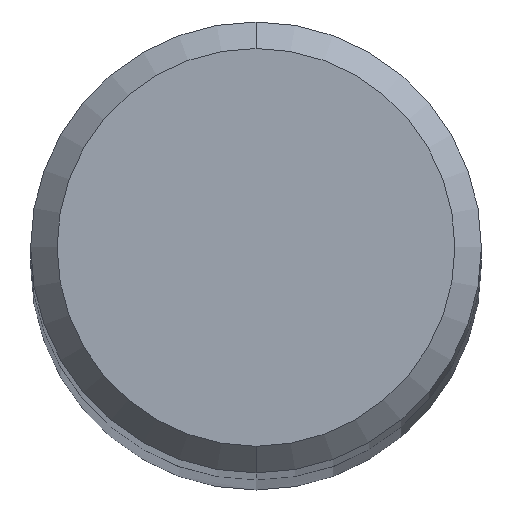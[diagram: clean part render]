
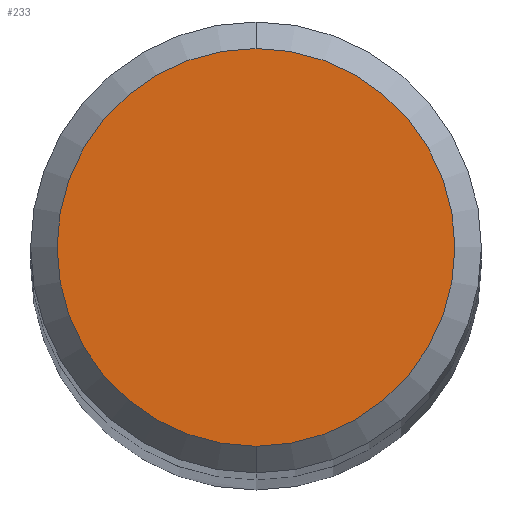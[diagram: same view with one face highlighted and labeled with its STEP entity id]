
A CAD part, top view. The second image highlights one B-rep face of the part: STEP entity #233.
In plain terms, the highlighted planar face has unit normal (0, 0, 1).
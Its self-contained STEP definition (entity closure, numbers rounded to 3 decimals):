
#157=VERTEX_POINT('',#418);
#203=VERTEX_POINT('',#466);
#233=ADVANCED_FACE('',(#498),#499,.T.);
#275=EDGE_CURVE('',#203,#157,#545,.T.);
#373=EDGE_CURVE('',#157,#203,#654,.T.);
#418=CARTESIAN_POINT('',(0.,-3.0,58.0));
#466=CARTESIAN_POINT('',(0.0,3.0,58.0));
#498=FACE_OUTER_BOUND('',#957,.T.);
#499=PLANE('',#958);
#545=CIRCLE('',#1029,3.0);
#654=CIRCLE('',#1243,3.0);
#957=EDGE_LOOP('',(#1352,#1353));
#958=AXIS2_PLACEMENT_3D('',#1354,#1355,#1356);
#1029=AXIS2_PLACEMENT_3D('',#1407,#1408,#1409);
#1243=AXIS2_PLACEMENT_3D('',#1544,#1545,#1546);
#1352=ORIENTED_EDGE('',*,*,#275,.F.);
#1353=ORIENTED_EDGE('',*,*,#373,.F.);
#1354=CARTESIAN_POINT('',(0.0,1.5,58.0));
#1355=DIRECTION('',(-0.0,0.0,1.0));
#1356=DIRECTION('',(0.0,-1.0,0.0));
#1407=CARTESIAN_POINT('',(0.0,0.0,58.0));
#1408=DIRECTION('',(0.0,0.0,-1.0));
#1409=DIRECTION('',(0.0,1.0,0.0));
#1544=CARTESIAN_POINT('',(0.0,0.0,58.0));
#1545=DIRECTION('',(0.0,0.0,-1.0));
#1546=DIRECTION('',(0.0,1.0,0.0));
